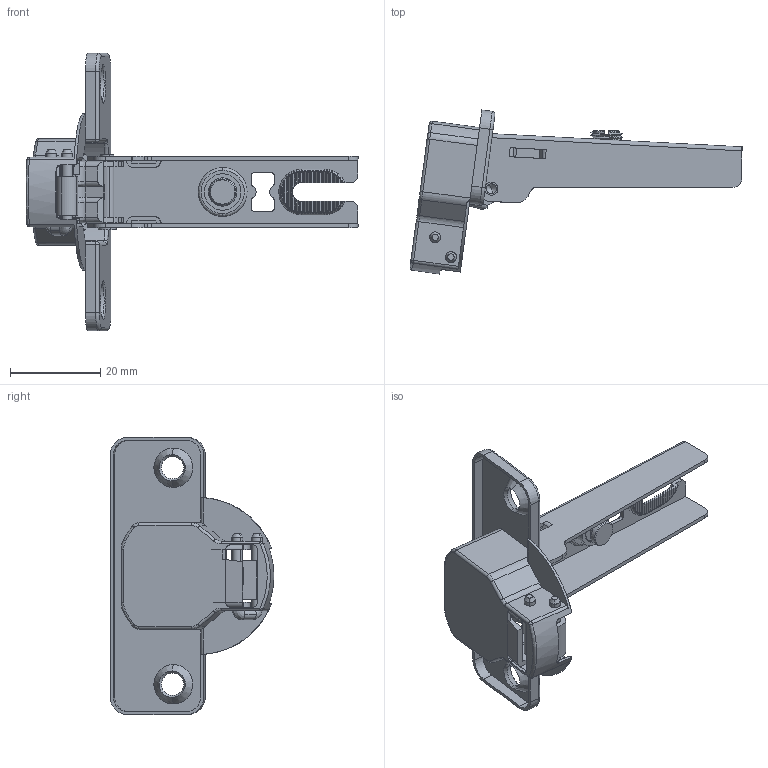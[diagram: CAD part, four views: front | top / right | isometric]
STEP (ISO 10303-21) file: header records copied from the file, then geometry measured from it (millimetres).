
FILE_DESCRIPTION (( 'STEP AP214' ), '1' );
FILE_NAME ('F000107-CLOSED_3D.step', '2022-06-06T12:58:07', ( '' ), ( '' ), 'SwSTEP 2.0', 'SolidWorks 2020', '' );
FILE_SCHEMA (( 'AUTOMOTIVE_DESIGN' ));
Length unit declared in the file: millimetre
Products named in the file (9): 邧渀-10-NS40; 覃誹蹟佪 - A1-3-NS40; md29-178-8-NS40; a19-06lz-4-NS40; a18-06b-1-NS40; md29-186-8-NS40; C31A48-9-NS40; c30-b2-8-NS40; F000107-CLOSED_3D
Assembly tree (8 placements, depth 2):
  F000107-CLOSED_3D
    a18-06b-1-NS40
    a19-06lz-4-NS40
    C31A48-9-NS40
    md29-178-8-NS40
    覃誹蹟佪 - A1-3-NS40
    邧渀-10-NS40
    md29-186-8-NS40
    c30-b2-8-NS40
Bounding box: 73.59 x 36.33 x 61.5 mm (x, y, z)
Volume: 5833.4 mm3; surface area: 14341.4 mm2
Topology: 8 solids, 8 shells, 762 faces, 2082 edges, 1326 vertices
Faces by surface type: plane 382, cylinder 265, bspline 82, cone 33
Entity records: 31945 total; most frequent: CARTESIAN_POINT 13441, ORIENTED_EDGE 4132, DIRECTION 3449, EDGE_CURVE 2066, VERTEX_POINT 1326, AXIS2_PLACEMENT_3D 1163, LINE 1123, VECTOR 1123
